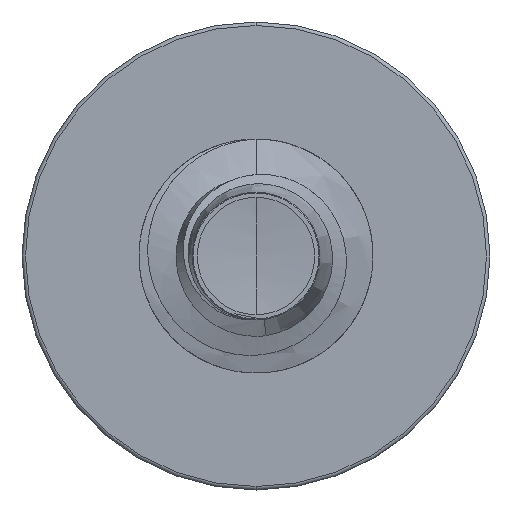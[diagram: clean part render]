
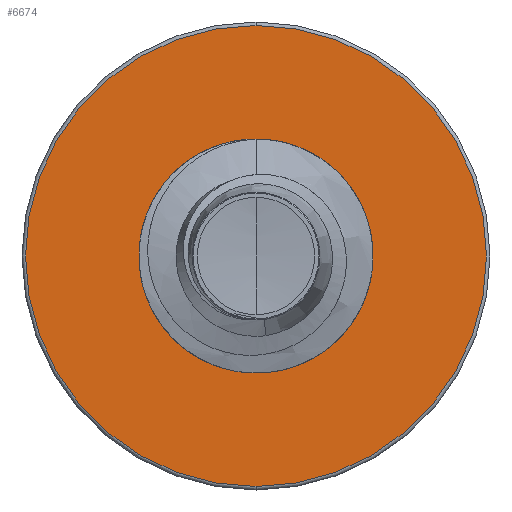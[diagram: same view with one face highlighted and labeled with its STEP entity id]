
A CAD part, front view. The second image highlights one B-rep face of the part: STEP entity #6674.
In plain terms, the highlighted planar face has unit normal (0, -1, 0).
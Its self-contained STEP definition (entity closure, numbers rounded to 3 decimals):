
#431 = DIRECTION ( 'NONE',  ( 0., 0., 1. ) ) ;
#451 = VERTEX_POINT ( 'NONE', #11450 ) ;
#553 = CARTESIAN_POINT ( 'NONE',  ( 0., 15., 0. ) ) ;
#932 = CARTESIAN_POINT ( 'NONE',  ( 0., 15., -1.989 ) ) ;
#1158 = CIRCLE ( 'NONE', #3125, 3.94 ) ;
#1892 = DIRECTION ( 'NONE',  ( 0., 0., 1. ) ) ;
#2089 = VERTEX_POINT ( 'NONE', #3002 ) ;
#2307 = EDGE_CURVE ( 'NONE', #451, #8182, #9481, .T. ) ;
#2405 = EDGE_CURVE ( 'NONE', #2089, #3316, #7515, .T. ) ;
#2546 = FACE_OUTER_BOUND ( 'NONE', #10274, .T. ) ;
#2603 = FACE_BOUND ( 'NONE', #10401, .T. ) ;
#3002 = CARTESIAN_POINT ( 'NONE',  ( 0., 15., 1.989 ) ) ;
#3125 = AXIS2_PLACEMENT_3D ( 'NONE', #11825, #4044, #13163 ) ;
#3169 = CARTESIAN_POINT ( 'NONE',  ( 0., 15., 0. ) ) ;
#3316 = VERTEX_POINT ( 'NONE', #932 ) ;
#4044 = DIRECTION ( 'NONE',  ( 0., 1., 0. ) ) ;
#4490 = DIRECTION ( 'NONE',  ( 0., 0., 1. ) ) ;
#4999 = ORIENTED_EDGE ( 'NONE', *, *, #15708, .T. ) ;
#5763 = CIRCLE ( 'NONE', #12070, 1.989 ) ;
#6049 = DIRECTION ( 'NONE',  ( 0., 1., 0. ) ) ;
#6514 = AXIS2_PLACEMENT_3D ( 'NONE', #14780, #8282, #431 ) ;
#6674 = ADVANCED_FACE ( 'NONE', ( #2546, #2603 ), #6989, .F. ) ;
#6694 = ORIENTED_EDGE ( 'NONE', *, *, #2405, .T. ) ;
#6882 = ORIENTED_EDGE ( 'NONE', *, *, #2307, .F. ) ;
#6989 = PLANE ( 'NONE',  #6514 ) ;
#7515 = CIRCLE ( 'NONE', #10059, 1.989 ) ;
#8182 = VERTEX_POINT ( 'NONE', #9240 ) ;
#8282 = DIRECTION ( 'NONE',  ( 0., 1., 0. ) ) ;
#9210 = AXIS2_PLACEMENT_3D ( 'NONE', #3169, #12282, #4490 ) ;
#9240 = CARTESIAN_POINT ( 'NONE',  ( 0., 15., -3.94 ) ) ;
#9481 = CIRCLE ( 'NONE', #9210, 3.94 ) ;
#9712 = DIRECTION ( 'NONE',  ( 0., 1., 0. ) ) ;
#10059 = AXIS2_PLACEMENT_3D ( 'NONE', #553, #9712, #1892 ) ;
#10274 = EDGE_LOOP ( 'NONE', ( #6882, #10542 ) ) ;
#10401 = EDGE_LOOP ( 'NONE', ( #6694, #4999 ) ) ;
#10542 = ORIENTED_EDGE ( 'NONE', *, *, #11218, .F. ) ;
#11218 = EDGE_CURVE ( 'NONE', #8182, #451, #1158, .T. ) ;
#11450 = CARTESIAN_POINT ( 'NONE',  ( 0., 15., 3.94 ) ) ;
#11825 = CARTESIAN_POINT ( 'NONE',  ( 0., 15., 0. ) ) ;
#12070 = AXIS2_PLACEMENT_3D ( 'NONE', #13831, #6049, #15102 ) ;
#12282 = DIRECTION ( 'NONE',  ( 0., 1., 0. ) ) ;
#13163 = DIRECTION ( 'NONE',  ( 0., 0., 1. ) ) ;
#13831 = CARTESIAN_POINT ( 'NONE',  ( 0., 15., 0. ) ) ;
#14780 = CARTESIAN_POINT ( 'NONE',  ( 0., 15., -1.989 ) ) ;
#15102 = DIRECTION ( 'NONE',  ( 0., 0., 1. ) ) ;
#15708 = EDGE_CURVE ( 'NONE', #3316, #2089, #5763, .T. ) ;
